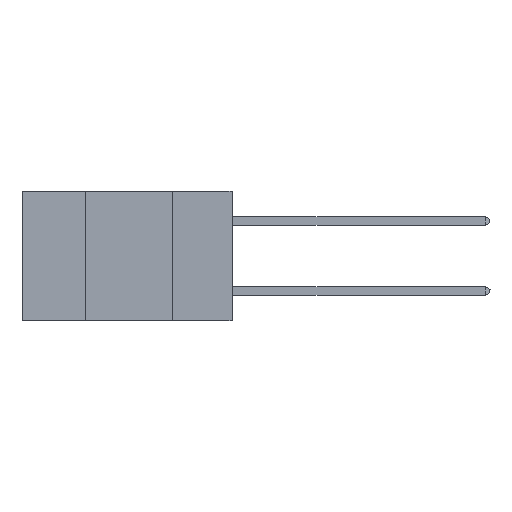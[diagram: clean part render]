
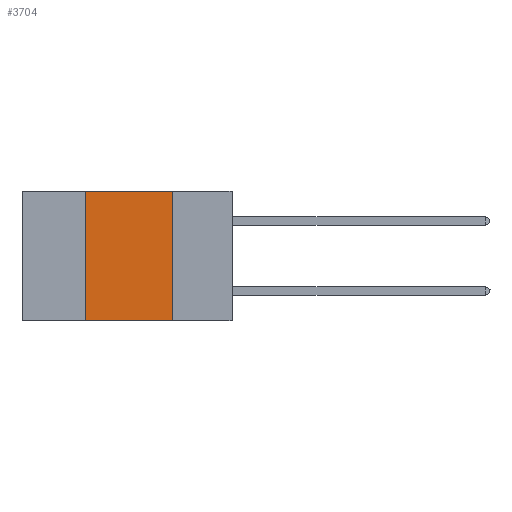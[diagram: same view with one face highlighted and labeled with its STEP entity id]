
A CAD part, left-side view. The second image highlights one B-rep face of the part: STEP entity #3704.
In plain terms, the highlighted planar face has unit normal (-1, 0, 0).
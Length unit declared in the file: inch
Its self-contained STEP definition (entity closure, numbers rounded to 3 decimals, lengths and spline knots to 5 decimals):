
#424 = ORIENTED_EDGE ( 'NONE', *, *, #6954, .F. ) ;
#501 = VECTOR ( 'NONE', #2288, 39.37008 ) ;
#564 = ORIENTED_EDGE ( 'NONE', *, *, #6614, .F. ) ;
#620 = ORIENTED_EDGE ( 'NONE', *, *, #12426, .F. ) ;
#634 = ORIENTED_EDGE ( 'NONE', *, *, #6874, .T. ) ;
#777 = PLANE ( 'NONE',  #13416 ) ;
#780 = CARTESIAN_POINT ( 'NONE',  ( 0., 0.6, -0.37 ) ) ;
#1698 = LINE ( 'NONE', #1772, #8995 ) ;
#1772 = CARTESIAN_POINT ( 'NONE',  ( 0., 0.6, 0. ) ) ;
#2242 = VECTOR ( 'NONE', #14516, 39.37008 ) ;
#2288 = DIRECTION ( 'NONE',  ( 0., -1., 0. ) ) ;
#2399 = EDGE_LOOP ( 'NONE', ( #424, #564, #620, #634 ) ) ;
#2999 = CARTESIAN_POINT ( 'NONE',  ( 0., 0.42, 0. ) ) ;
#3267 = DIRECTION ( 'NONE',  ( 0., -1., 0. ) ) ;
#3704 = ADVANCED_FACE ( 'NONE', ( #13792 ), #777, .F. ) ;
#3813 = VERTEX_POINT ( 'NONE', #16872 ) ;
#3912 = DIRECTION ( 'NONE',  ( 0., 0., -1. ) ) ;
#5203 = DIRECTION ( 'NONE',  ( 1., 0., 0. ) ) ;
#6614 = EDGE_CURVE ( 'NONE', #7669, #3813, #1698, .T. ) ;
#6874 = EDGE_CURVE ( 'NONE', #15488, #7347, #12117, .T. ) ;
#6954 = EDGE_CURVE ( 'NONE', #3813, #7347, #6978, .T. ) ;
#6978 = LINE ( 'NONE', #16816, #14592 ) ;
#7347 = VERTEX_POINT ( 'NONE', #12756 ) ;
#7669 = VERTEX_POINT ( 'NONE', #14798 ) ;
#8995 = VECTOR ( 'NONE', #3267, 39.37008 ) ;
#10427 = LINE ( 'NONE', #2999, #2242 ) ;
#12117 = LINE ( 'NONE', #780, #501 ) ;
#12426 = EDGE_CURVE ( 'NONE', #15488, #7669, #10427, .T. ) ;
#12756 = CARTESIAN_POINT ( 'NONE',  ( 0., 0.17, -0.37 ) ) ;
#13416 = AXIS2_PLACEMENT_3D ( 'NONE', #13848, #5203, #15285 ) ;
#13792 = FACE_OUTER_BOUND ( 'NONE', #2399, .T. ) ;
#13848 = CARTESIAN_POINT ( 'NONE',  ( 0., 0.6, 0. ) ) ;
#14516 = DIRECTION ( 'NONE',  ( 0., 0., 1. ) ) ;
#14592 = VECTOR ( 'NONE', #3912, 39.37008 ) ;
#14798 = CARTESIAN_POINT ( 'NONE',  ( 0., 0.42, 0. ) ) ;
#15285 = DIRECTION ( 'NONE',  ( 0., 0., -1. ) ) ;
#15488 = VERTEX_POINT ( 'NONE', #18035 ) ;
#16816 = CARTESIAN_POINT ( 'NONE',  ( 0., 0.17, 0. ) ) ;
#16872 = CARTESIAN_POINT ( 'NONE',  ( 0., 0.17, 0. ) ) ;
#18035 = CARTESIAN_POINT ( 'NONE',  ( 0., 0.42, -0.37 ) ) ;
